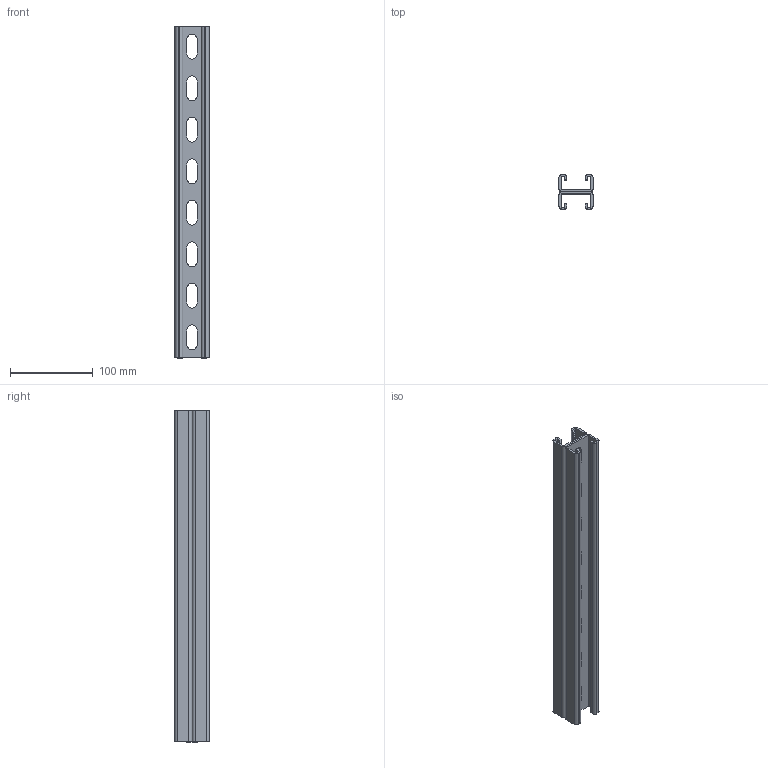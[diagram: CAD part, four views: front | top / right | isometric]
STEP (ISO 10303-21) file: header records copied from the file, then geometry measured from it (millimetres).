
FILE_DESCRIPTION (( 'STEP AP203' ), '1' );
FILE_NAME ('Äâîéíîé STRUT-ïðîôèëü_h21-L400.step', '2022-01-25T09:19:15', ( '' ), ( '' ), 'SwSTEP 2.0', 'SolidWorks 2017', '' );
FILE_SCHEMA (( 'CONFIG_CONTROL_DESIGN' ));
Length unit declared in the file: millimetre
Products named in the file (2): STRUT-镳铘桦黖h21-400; Äâîéíîé STRUT-ïðîôèëü_h21-L400
Assembly tree (2 placements, depth 2):
  Äâîéíîé STRUT-ïðîôèëü_h21-L400
    STRUT-镳铘桦黖h21-400  x2
Bounding box: 41 x 42 x 400 mm (x, y, z)
Volume: 172820.1 mm3; surface area: 150356.9 mm2
Topology: 2 solids, 2 shells, 1388 faces, 4152 edges, 2768 vertices
Faces by surface type: plane 1344, cylinder 44
Entity records: 23164 total; most frequent: CARTESIAN_POINT 4159, ORIENTED_EDGE 4152, DIRECTION 3518, EDGE_CURVE 2076, LINE 2032, VECTOR 2032, VERTEX_POINT 1384, AXIS2_PLACEMENT_3D 743
